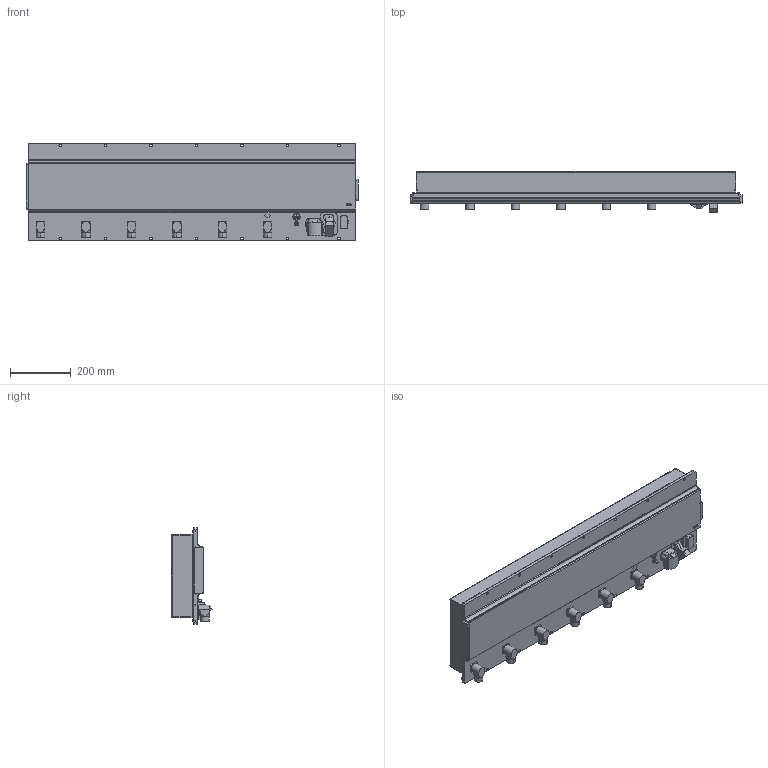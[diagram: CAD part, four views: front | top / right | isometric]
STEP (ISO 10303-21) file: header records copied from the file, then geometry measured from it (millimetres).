
FILE_DESCRIPTION (( 'STEP AP214' ), '1' );
FILE_NAME ('00T6A0F-0024.STEP', '2022-10-20T13:20:31', ( '' ), ( '' ), 'SwSTEP 2.0', 'SolidWorks 2022', '' );
FILE_SCHEMA (( 'AUTOMOTIVE_DESIGN' ));
Length unit declared in the file: millimetre
Products named in the file (11): Kundenmodell^10043672_000; 10044171_000; 10014325_000; 10043672_000; Kundenmodell^10044498_000; Kundenmodell^10043652_000; 10044498_000; 10007449_000_M 4 x 8; 00T6A0F-0024; 10054775_000_Standard<Wie bearbeitet>; 10043652_000
Assembly tree (68 placements, depth 3):
  00T6A0F-0024
    10044498_000
      Kundenmodell^10044498_000
    10043652_000
      Kundenmodell^10043652_000
    10044171_000
      10054775_000_Standard<Wie bearbeitet>
      10007449_000_M 4 x 8  x54
    10043672_000  x6
      Kundenmodell^10043672_000
    10014325_000
Bounding box: 1096 x 135.22 x 320 mm (x, y, z)
Volume: 9351747.8 mm3; surface area: 1932183.4 mm2
Topology: 72 solids, 77 shells, 2461 faces, 5505 edges, 3324 vertices
Faces by surface type: plane 1233, cylinder 585, cone 311, torus 252, bspline 80
Entity records: 31283 total; most frequent: CARTESIAN_POINT 9668, ORIENTED_EDGE 4394, DIRECTION 4249, EDGE_CURVE 2197, AXIS2_PLACEMENT_3D 1524, VERTEX_POINT 1422, VECTOR 1201, LINE 1201
